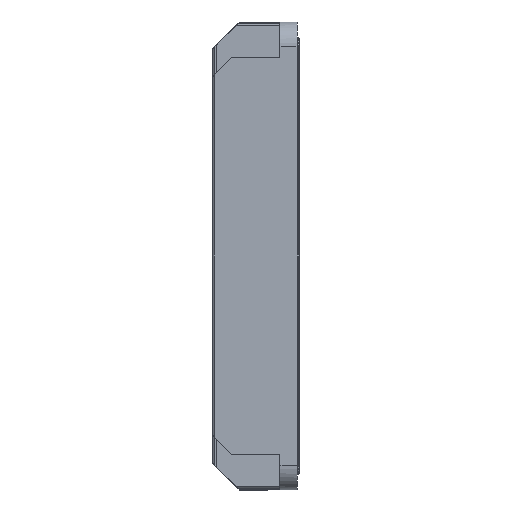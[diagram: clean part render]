
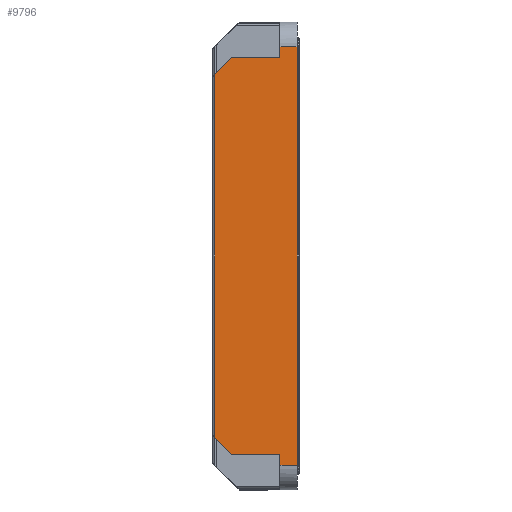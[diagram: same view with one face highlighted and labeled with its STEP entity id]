
A CAD part, left-side view. The second image highlights one B-rep face of the part: STEP entity #9796.
In plain terms, the highlighted planar face has unit normal (-1, 0, 0).
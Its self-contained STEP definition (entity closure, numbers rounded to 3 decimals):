
#933=FACE_OUTER_BOUND('',#1477,.T.);
#1477=EDGE_LOOP('',(#8785,#8786,#8787,#8788,#8789,#8790,#8791,#8792,#8793,
#8794,#8795));
#1531=LINE('',#13479,#2629);
#1536=LINE('',#13491,#2634);
#1538=LINE('',#13494,#2636);
#1543=LINE('',#13504,#2641);
#1548=LINE('',#13515,#2646);
#1554=LINE('',#13537,#2652);
#1567=LINE('',#13576,#2665);
#2561=LINE('',#16173,#3659);
#2562=LINE('',#16174,#3660);
#2591=LINE('',#16247,#3689);
#2592=LINE('',#16248,#3690);
#2629=VECTOR('',#10713,10.);
#2634=VECTOR('',#10722,10.);
#2636=VECTOR('',#10726,1.);
#2641=VECTOR('',#10735,10.);
#2646=VECTOR('',#10746,10.);
#2652=VECTOR('',#10764,10.);
#2665=VECTOR('',#10797,10.);
#3659=VECTOR('',#13217,10.);
#3660=VECTOR('',#13218,10.);
#3689=VECTOR('',#13335,10.);
#3690=VECTOR('',#13336,10.);
#3804=VERTEX_POINT('',#13475);
#3806=VERTEX_POINT('',#13478);
#3809=VERTEX_POINT('',#13485);
#3811=VERTEX_POINT('',#13489);
#3814=VERTEX_POINT('',#13502);
#3817=VERTEX_POINT('',#13514);
#3818=VERTEX_POINT('',#13518);
#3827=VERTEX_POINT('',#13535);
#3843=VERTEX_POINT('',#13574);
#4731=VERTEX_POINT('',#16169);
#4733=VERTEX_POINT('',#16172);
#4748=EDGE_CURVE('',#3806,#3804,#1531,.T.);
#4754=EDGE_CURVE('',#3809,#3811,#1536,.T.);
#4756=EDGE_CURVE('',#3804,#3809,#1538,.T.);
#4761=EDGE_CURVE('',#3811,#3814,#1543,.T.);
#4766=EDGE_CURVE('',#3817,#3806,#1548,.T.);
#4777=EDGE_CURVE('',#3818,#3827,#1554,.T.);
#4797=EDGE_CURVE('',#3843,#3827,#1567,.T.);
#6097=EDGE_CURVE('',#4731,#4733,#2561,.T.);
#6098=EDGE_CURVE('',#4733,#3843,#2562,.T.);
#6127=EDGE_CURVE('',#3814,#3818,#2591,.T.);
#6128=EDGE_CURVE('',#4731,#3817,#2592,.T.);
#8785=ORIENTED_EDGE('',*,*,#4748,.T.);
#8786=ORIENTED_EDGE('',*,*,#4756,.T.);
#8787=ORIENTED_EDGE('',*,*,#4754,.T.);
#8788=ORIENTED_EDGE('',*,*,#4761,.T.);
#8789=ORIENTED_EDGE('',*,*,#6127,.T.);
#8790=ORIENTED_EDGE('',*,*,#4777,.T.);
#8791=ORIENTED_EDGE('',*,*,#4797,.F.);
#8792=ORIENTED_EDGE('',*,*,#6098,.F.);
#8793=ORIENTED_EDGE('',*,*,#6097,.F.);
#8794=ORIENTED_EDGE('',*,*,#6128,.T.);
#8795=ORIENTED_EDGE('',*,*,#4766,.T.);
#9288=PLANE('',#10641);
#9796=ADVANCED_FACE('',(#933),#9288,.T.);
#10641=AXIS2_PLACEMENT_3D('',#16246,#13333,#13334);
#10713=DIRECTION('',(0.,0.707,-0.707));
#10722=DIRECTION('',(0.,-0.707,-0.707));
#10726=DIRECTION('',(0.,0.,-1.));
#10735=DIRECTION('',(0.,-1.,0.));
#10746=DIRECTION('',(0.,1.,0.));
#10764=DIRECTION('',(0.,-1.,0.));
#10797=DIRECTION('',(0.,0.,-1.));
#13217=DIRECTION('',(0.,-1.,0.));
#13218=DIRECTION('',(0.,-1.,0.));
#13333=DIRECTION('center_axis',(-1.,0.,0.));
#13334=DIRECTION('ref_axis',(0.,0.,1.));
#13335=DIRECTION('',(0.,0.,-1.));
#13336=DIRECTION('',(0.,0.,-1.));
#13475=CARTESIAN_POINT('',(1521.651,-79.861,217.101));
#13478=CARTESIAN_POINT('',(1521.651,-88.86,226.1));
#13479=CARTESIAN_POINT('',(1521.651,-91.36,228.6));
#13485=CARTESIAN_POINT('',(1521.651,-79.861,27.899));
#13489=CARTESIAN_POINT('',(1521.651,-88.86,18.9));
#13491=CARTESIAN_POINT('',(1521.651,-25.161,82.6));
#13494=CARTESIAN_POINT('',(1521.651,-79.861,245.));
#13502=CARTESIAN_POINT('',(1521.651,-113.961,18.9));
#13504=CARTESIAN_POINT('',(1521.651,-76.961,18.9));
#13514=CARTESIAN_POINT('',(1521.651,-113.961,226.1));
#13515=CARTESIAN_POINT('',(1521.651,-76.961,226.1));
#13518=CARTESIAN_POINT('',(1521.651,-113.961,13.5));
#13535=CARTESIAN_POINT('',(1521.651,-122.961,13.5));
#13537=CARTESIAN_POINT('',(1521.651,-123.961,13.5));
#13574=CARTESIAN_POINT('',(1521.651,-122.961,231.5));
#13576=CARTESIAN_POINT('',(1521.651,-122.961,183.75));
#16169=CARTESIAN_POINT('',(1521.651,-113.961,231.5));
#16172=CARTESIAN_POINT('',(1521.651,-120.961,231.5));
#16173=CARTESIAN_POINT('',(1521.651,-123.961,231.5));
#16174=CARTESIAN_POINT('',(1521.651,-120.961,231.5));
#16246=CARTESIAN_POINT('Origin',(1521.651,-79.961,245.));
#16247=CARTESIAN_POINT('',(1521.651,-113.961,183.75));
#16248=CARTESIAN_POINT('',(1521.651,-113.961,183.75));
